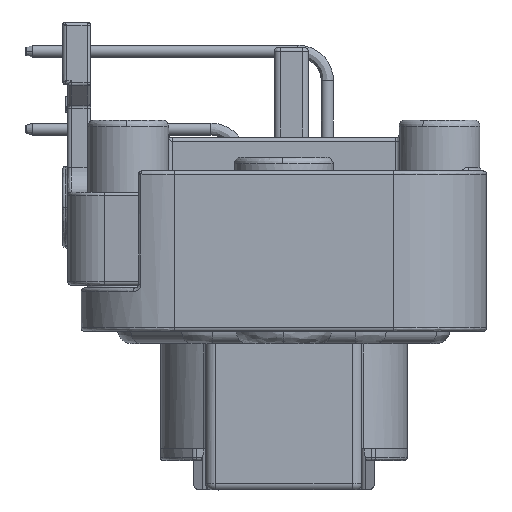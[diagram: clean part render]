
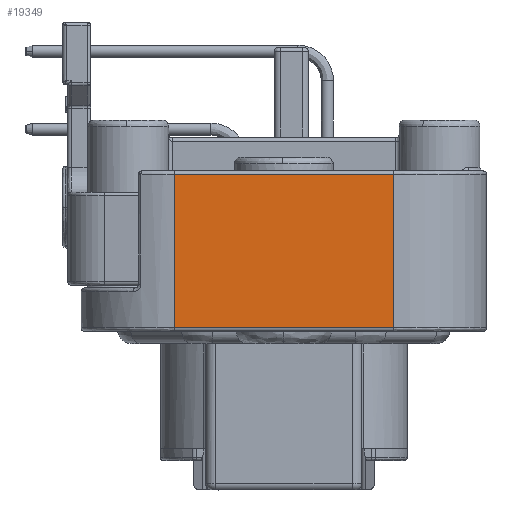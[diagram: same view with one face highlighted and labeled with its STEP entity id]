
A CAD part, front view. The second image highlights one B-rep face of the part: STEP entity #19349.
In plain terms, the highlighted planar face has unit normal (0, -1, 0).
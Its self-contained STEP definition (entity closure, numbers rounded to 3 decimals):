
#1758 = ORIENTED_EDGE ( 'NONE', *, *, #62567, .F. ) ;
#1848 = VECTOR ( 'NONE', #64717, 1000. ) ;
#1898 = LINE ( 'NONE', #3012, #41593 ) ;
#3012 = CARTESIAN_POINT ( 'NONE',  ( -16.55, -30.48, 22.35 ) ) ;
#8046 = ORIENTED_EDGE ( 'NONE', *, *, #36063, .T. ) ;
#8350 = VECTOR ( 'NONE', #33592, 1000. ) ;
#9137 = VERTEX_POINT ( 'NONE', #26154 ) ;
#12828 = LINE ( 'NONE', #80424, #35710 ) ;
#14727 = CARTESIAN_POINT ( 'NONE',  ( -8.95, -30.48, 22.65 ) ) ;
#14888 = ORIENTED_EDGE ( 'NONE', *, *, #16354, .T. ) ;
#15761 = LINE ( 'NONE', #33428, #1848 ) ;
#16354 = EDGE_CURVE ( 'NONE', #20961, #47310, #57938, .T. ) ;
#19008 = AXIS2_PLACEMENT_3D ( 'NONE', #31874, #63196, #57138 ) ;
#19349 = ADVANCED_FACE ( 'NONE', ( #49303 ), #69786, .T. ) ;
#19812 = CARTESIAN_POINT ( 'NONE',  ( -8.95, -30.48, 22.35 ) ) ;
#20753 = EDGE_LOOP ( 'NONE', ( #14888, #1758, #68225, #8046 ) ) ;
#20961 = VERTEX_POINT ( 'NONE', #19812 ) ;
#26154 = CARTESIAN_POINT ( 'NONE',  ( 8.95, -30.48, 9.85 ) ) ;
#27726 = EDGE_CURVE ( 'NONE', #9137, #70467, #15761, .T. ) ;
#31874 = CARTESIAN_POINT ( 'NONE',  ( -16.55, -30.48, 22.65 ) ) ;
#33428 = CARTESIAN_POINT ( 'NONE',  ( 8.95, -30.48, 22.65 ) ) ;
#33592 = DIRECTION ( 'NONE',  ( 0., 0., -1. ) ) ;
#35710 = VECTOR ( 'NONE', #35816, 1000. ) ;
#35816 = DIRECTION ( 'NONE',  ( -1., 0., 0. ) ) ;
#36063 = EDGE_CURVE ( 'NONE', #70467, #20961, #1898, .T. ) ;
#41593 = VECTOR ( 'NONE', #66457, 1000. ) ;
#47310 = VERTEX_POINT ( 'NONE', #49432 ) ;
#49303 = FACE_OUTER_BOUND ( 'NONE', #20753, .T. ) ;
#49432 = CARTESIAN_POINT ( 'NONE',  ( -8.95, -30.48, 9.85 ) ) ;
#54294 = CARTESIAN_POINT ( 'NONE',  ( 8.95, -30.48, 22.35 ) ) ;
#57138 = DIRECTION ( 'NONE',  ( 0., 0., -1. ) ) ;
#57938 = LINE ( 'NONE', #14727, #8350 ) ;
#62567 = EDGE_CURVE ( 'NONE', #9137, #47310, #12828, .T. ) ;
#63196 = DIRECTION ( 'NONE',  ( 0., -1., 0. ) ) ;
#64717 = DIRECTION ( 'NONE',  ( 0., 0., 1. ) ) ;
#66457 = DIRECTION ( 'NONE',  ( -1., 0., 0. ) ) ;
#68225 = ORIENTED_EDGE ( 'NONE', *, *, #27726, .T. ) ;
#69786 = PLANE ( 'NONE',  #19008 ) ;
#70467 = VERTEX_POINT ( 'NONE', #54294 ) ;
#80424 = CARTESIAN_POINT ( 'NONE',  ( 9.139, -30.48, 9.85 ) ) ;
